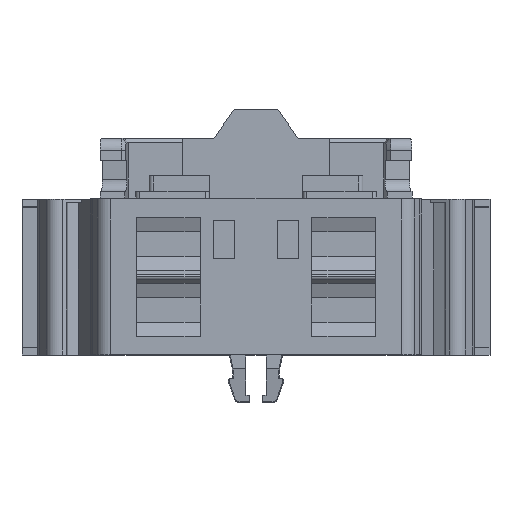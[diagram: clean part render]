
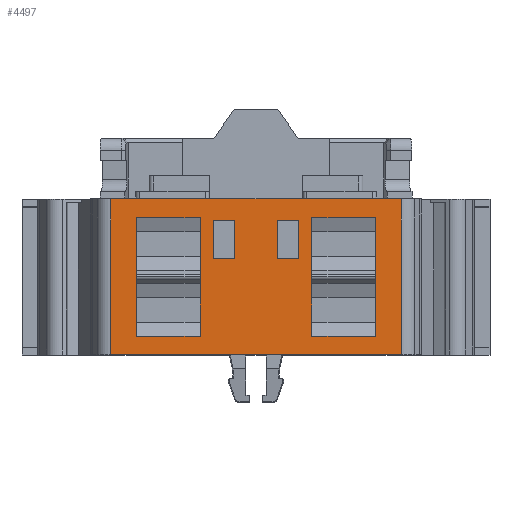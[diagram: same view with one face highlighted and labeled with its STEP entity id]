
A CAD part, top view. The second image highlights one B-rep face of the part: STEP entity #4497.
In plain terms, the highlighted planar face has unit normal (0, 0, 1).
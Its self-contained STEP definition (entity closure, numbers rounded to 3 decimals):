
#154=ORIENTED_EDGE('',*,*,#1504,.T.);
#155=ORIENTED_EDGE('',*,*,#1505,.T.);
#156=ORIENTED_EDGE('',*,*,#1501,.T.);
#157=ORIENTED_EDGE('',*,*,#1506,.T.);
#158=ORIENTED_EDGE('',*,*,#1507,.F.);
#159=ORIENTED_EDGE('',*,*,#1508,.T.);
#160=ORIENTED_EDGE('',*,*,#1509,.T.);
#161=ORIENTED_EDGE('',*,*,#1510,.T.);
#162=ORIENTED_EDGE('',*,*,#1511,.T.);
#163=ORIENTED_EDGE('',*,*,#1512,.T.);
#164=ORIENTED_EDGE('',*,*,#1513,.T.);
#165=ORIENTED_EDGE('',*,*,#1514,.T.);
#166=ORIENTED_EDGE('',*,*,#1515,.T.);
#167=ORIENTED_EDGE('',*,*,#1516,.T.);
#168=ORIENTED_EDGE('',*,*,#1517,.T.);
#169=ORIENTED_EDGE('',*,*,#1518,.T.);
#170=ORIENTED_EDGE('',*,*,#1519,.T.);
#171=ORIENTED_EDGE('',*,*,#1520,.T.);
#172=ORIENTED_EDGE('',*,*,#1521,.T.);
#173=ORIENTED_EDGE('',*,*,#1522,.T.);
#1501=EDGE_CURVE('',#2177,#2176,#2620,.T.);
#1504=EDGE_CURVE('',#2179,#2180,#2623,.T.);
#1505=EDGE_CURVE('',#2180,#2177,#2624,.T.);
#1506=EDGE_CURVE('',#2176,#2179,#2625,.T.);
#1507=EDGE_CURVE('',#2181,#2182,#2626,.T.);
#1508=EDGE_CURVE('',#2181,#2183,#2627,.F.);
#1509=EDGE_CURVE('',#2183,#2184,#2628,.T.);
#1510=EDGE_CURVE('',#2184,#2182,#2629,.T.);
#1511=EDGE_CURVE('',#2185,#2186,#2630,.T.);
#1512=EDGE_CURVE('',#2186,#2187,#2631,.T.);
#1513=EDGE_CURVE('',#2187,#2188,#2632,.T.);
#1514=EDGE_CURVE('',#2188,#2185,#2633,.T.);
#1515=EDGE_CURVE('',#2189,#2190,#2634,.T.);
#1516=EDGE_CURVE('',#2190,#2191,#2635,.T.);
#1517=EDGE_CURVE('',#2191,#2192,#2636,.T.);
#1518=EDGE_CURVE('',#2192,#2189,#2637,.T.);
#1519=EDGE_CURVE('',#2193,#2194,#2638,.T.);
#1520=EDGE_CURVE('',#2194,#2195,#2639,.T.);
#1521=EDGE_CURVE('',#2195,#2196,#2640,.T.);
#1522=EDGE_CURVE('',#2196,#2193,#2641,.T.);
#2176=VERTEX_POINT('',#6300);
#2177=VERTEX_POINT('',#6302);
#2179=VERTEX_POINT('',#6308);
#2180=VERTEX_POINT('',#6309);
#2181=VERTEX_POINT('',#6313);
#2182=VERTEX_POINT('',#6314);
#2183=VERTEX_POINT('',#6316);
#2184=VERTEX_POINT('',#6318);
#2185=VERTEX_POINT('',#6321);
#2186=VERTEX_POINT('',#6322);
#2187=VERTEX_POINT('',#6324);
#2188=VERTEX_POINT('',#6326);
#2189=VERTEX_POINT('',#6329);
#2190=VERTEX_POINT('',#6330);
#2191=VERTEX_POINT('',#6332);
#2192=VERTEX_POINT('',#6334);
#2193=VERTEX_POINT('',#6337);
#2194=VERTEX_POINT('',#6338);
#2195=VERTEX_POINT('',#6340);
#2196=VERTEX_POINT('',#6342);
#2620=LINE('',#6301,#3217);
#2623=LINE('',#6307,#3220);
#2624=LINE('',#6310,#3221);
#2625=LINE('',#6311,#3222);
#2626=LINE('',#6312,#3223);
#2627=LINE('',#6315,#3224);
#2628=LINE('',#6317,#3225);
#2629=LINE('',#6319,#3226);
#2630=LINE('',#6320,#3227);
#2631=LINE('',#6323,#3228);
#2632=LINE('',#6325,#3229);
#2633=LINE('',#6327,#3230);
#2634=LINE('',#6328,#3231);
#2635=LINE('',#6331,#3232);
#2636=LINE('',#6333,#3233);
#2637=LINE('',#6335,#3234);
#2638=LINE('',#6336,#3235);
#2639=LINE('',#6339,#3236);
#2640=LINE('',#6341,#3237);
#2641=LINE('',#6343,#3238);
#3217=VECTOR('',#5076,1000.);
#3220=VECTOR('',#5081,1000.);
#3221=VECTOR('',#5082,1000.);
#3222=VECTOR('',#5083,1000.);
#3223=VECTOR('',#5084,1000.);
#3224=VECTOR('',#5085,1000.);
#3225=VECTOR('',#5086,1000.);
#3226=VECTOR('',#5087,1000.);
#3227=VECTOR('',#5088,1000.);
#3228=VECTOR('',#5089,1000.);
#3229=VECTOR('',#5090,1000.);
#3230=VECTOR('',#5091,1000.);
#3231=VECTOR('',#5092,1000.);
#3232=VECTOR('',#5093,1000.);
#3233=VECTOR('',#5094,1000.);
#3234=VECTOR('',#5095,1000.);
#3235=VECTOR('',#5096,1000.);
#3236=VECTOR('',#5097,1000.);
#3237=VECTOR('',#5098,1000.);
#3238=VECTOR('',#5099,1000.);
#3802=EDGE_LOOP('',(#154,#155,#156,#157));
#3803=EDGE_LOOP('',(#158,#159,#160,#161));
#3804=EDGE_LOOP('',(#162,#163,#164,#165));
#3805=EDGE_LOOP('',(#166,#167,#168,#169));
#3806=EDGE_LOOP('',(#170,#171,#172,#173));
#4049=FACE_BOUND('',#3802,.T.);
#4050=FACE_BOUND('',#3803,.T.);
#4051=FACE_BOUND('',#3804,.T.);
#4052=FACE_BOUND('',#3805,.T.);
#4053=FACE_BOUND('',#3806,.T.);
#4296=PLANE('',#4749);
#4497=ADVANCED_FACE('',(#4049,#4050,#4051,#4052,#4053),#4296,.T.);
#4749=AXIS2_PLACEMENT_3D('',#6306,#5079,#5080);
#5076=DIRECTION('',(-1.,0.,0.));
#5079=DIRECTION('',(0.,0.,1.));
#5080=DIRECTION('',(1.,0.,0.));
#5081=DIRECTION('',(1.,0.,0.));
#5082=DIRECTION('',(0.,-1.,0.));
#5083=DIRECTION('',(0.,1.,0.));
#5084=DIRECTION('',(-1.,0.,0.));
#5085=DIRECTION('',(0.,-1.,0.));
#5086=DIRECTION('',(-1.,0.,0.));
#5087=DIRECTION('',(0.,-1.,0.));
#5088=DIRECTION('',(1.,0.,0.));
#5089=DIRECTION('',(0.,-1.,0.));
#5090=DIRECTION('',(-1.,0.,0.));
#5091=DIRECTION('',(0.,1.,0.));
#5092=DIRECTION('',(1.,0.,0.));
#5093=DIRECTION('',(0.,-1.,0.));
#5094=DIRECTION('',(-1.,0.,0.));
#5095=DIRECTION('',(0.,1.,0.));
#5096=DIRECTION('',(1.,0.,0.));
#5097=DIRECTION('',(0.,-1.,0.));
#5098=DIRECTION('',(-1.,0.,0.));
#5099=DIRECTION('',(0.,1.,0.));
#6300=CARTESIAN_POINT('',(1.35,6.2,12.7));
#6301=CARTESIAN_POINT('',(2.75,6.2,12.7));
#6302=CARTESIAN_POINT('',(2.75,6.2,12.7));
#6306=CARTESIAN_POINT('',(9.9,10.,12.7));
#6307=CARTESIAN_POINT('',(1.35,8.6,12.7));
#6308=CARTESIAN_POINT('',(1.35,8.6,12.7));
#6309=CARTESIAN_POINT('',(2.75,8.6,12.7));
#6310=CARTESIAN_POINT('',(2.75,8.6,12.7));
#6311=CARTESIAN_POINT('',(1.35,6.2,12.7));
#6312=CARTESIAN_POINT('',(9.9,0.,12.7));
#6313=CARTESIAN_POINT('',(9.323,0.,12.7));
#6314=CARTESIAN_POINT('',(-9.323,0.,12.7));
#6315=CARTESIAN_POINT('',(9.323,10.,12.7));
#6316=CARTESIAN_POINT('',(9.323,10.,12.7));
#6317=CARTESIAN_POINT('',(9.9,10.,12.7));
#6318=CARTESIAN_POINT('',(-9.323,10.,12.7));
#6319=CARTESIAN_POINT('',(-9.323,10.,12.7));
#6320=CARTESIAN_POINT('',(-2.75,8.6,12.7));
#6321=CARTESIAN_POINT('',(-2.75,8.6,12.7));
#6322=CARTESIAN_POINT('',(-1.35,8.6,12.7));
#6323=CARTESIAN_POINT('',(-1.35,8.6,12.7));
#6324=CARTESIAN_POINT('',(-1.35,6.2,12.7));
#6325=CARTESIAN_POINT('',(-1.35,6.2,12.7));
#6326=CARTESIAN_POINT('',(-2.75,6.2,12.7));
#6327=CARTESIAN_POINT('',(-2.75,6.2,12.7));
#6328=CARTESIAN_POINT('',(7.675,8.8,12.7));
#6329=CARTESIAN_POINT('',(3.575,8.8,12.7));
#6330=CARTESIAN_POINT('',(7.675,8.8,12.7));
#6331=CARTESIAN_POINT('',(7.675,1.2,12.7));
#6332=CARTESIAN_POINT('',(7.675,1.2,12.7));
#6333=CARTESIAN_POINT('',(3.575,1.2,12.7));
#6334=CARTESIAN_POINT('',(3.575,1.2,12.7));
#6335=CARTESIAN_POINT('',(3.575,4.6,12.7));
#6336=CARTESIAN_POINT('',(-3.575,8.8,12.7));
#6337=CARTESIAN_POINT('',(-7.675,8.8,12.7));
#6338=CARTESIAN_POINT('',(-3.575,8.8,12.7));
#6339=CARTESIAN_POINT('',(-3.575,1.2,12.7));
#6340=CARTESIAN_POINT('',(-3.575,1.2,12.7));
#6341=CARTESIAN_POINT('',(-7.675,1.2,12.7));
#6342=CARTESIAN_POINT('',(-7.675,1.2,12.7));
#6343=CARTESIAN_POINT('',(-7.675,4.6,12.7));
